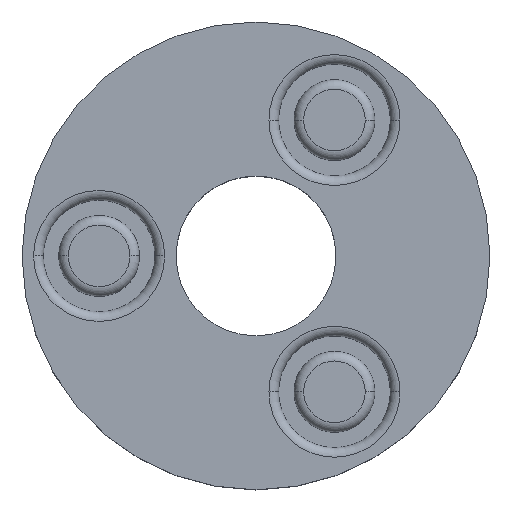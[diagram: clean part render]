
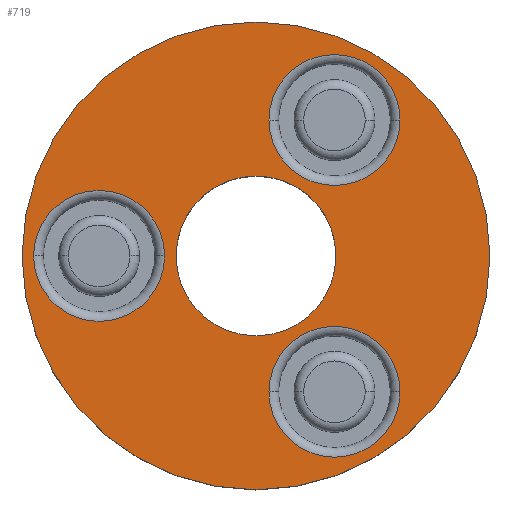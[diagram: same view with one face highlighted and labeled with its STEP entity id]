
A CAD part, top view. The second image highlights one B-rep face of the part: STEP entity #719.
In plain terms, the highlighted planar face has unit normal (0, 0, 1).
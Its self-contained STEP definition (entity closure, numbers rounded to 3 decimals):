
#2 = CIRCLE ( 'NONE', #316, 4.15 ) ;
#23 = CIRCLE ( 'NONE', #835, 3.4 ) ;
#24 = CIRCLE ( 'NONE', #1064, 3.4 ) ;
#28 = VERTEX_POINT ( 'NONE', #643 ) ;
#33 = EDGE_CURVE ( 'NONE', #510, #103, #245, .T. ) ;
#42 = EDGE_CURVE ( 'NONE', #667, #28, #1016, .T. ) ;
#45 = DIRECTION ( 'NONE',  ( 0., 0., 1. ) ) ;
#46 = AXIS2_PLACEMENT_3D ( 'NONE', #676, #1005, #602 ) ;
#49 = CARTESIAN_POINT ( 'NONE',  ( 0., 0., 7. ) ) ;
#74 = DIRECTION ( 'NONE',  ( 1., 0., 0. ) ) ;
#95 = VERTEX_POINT ( 'NONE', #709 ) ;
#97 = CARTESIAN_POINT ( 'NONE',  ( 12.15, 0., 7. ) ) ;
#98 = AXIS2_PLACEMENT_3D ( 'NONE', #222, #45, #369 ) ;
#103 = VERTEX_POINT ( 'NONE', #209 ) ;
#108 = ORIENTED_EDGE ( 'NONE', *, *, #893, .T. ) ;
#118 = DIRECTION ( 'NONE',  ( 1., 0., 0. ) ) ;
#134 = DIRECTION ( 'NONE',  ( 0., 0., -1. ) ) ;
#137 = EDGE_CURVE ( 'NONE', #95, #469, #886, .T. ) ;
#145 = ORIENTED_EDGE ( 'NONE', *, *, #33, .T. ) ;
#147 = PLANE ( 'NONE',  #98 ) ;
#162 = EDGE_LOOP ( 'NONE', ( #604, #108 ) ) ;
#166 = EDGE_CURVE ( 'NONE', #28, #667, #780, .T. ) ;
#167 = VERTEX_POINT ( 'NONE', #255 ) ;
#172 = EDGE_CURVE ( 'NONE', #469, #95, #2, .T. ) ;
#173 = VERTEX_POINT ( 'NONE', #484 ) ;
#197 = CIRCLE ( 'NONE', #235, 3.4 ) ;
#209 = CARTESIAN_POINT ( 'NONE',  ( 7.475, -7.058, 7. ) ) ;
#222 = CARTESIAN_POINT ( 'NONE',  ( 0., 0., 7. ) ) ;
#224 = EDGE_LOOP ( 'NONE', ( #941, #405 ) ) ;
#235 = AXIS2_PLACEMENT_3D ( 'NONE', #352, #1009, #273 ) ;
#242 = DIRECTION ( 'NONE',  ( 1., 0., 0. ) ) ;
#243 = DIRECTION ( 'NONE',  ( 0., 0., -1. ) ) ;
#245 = CIRCLE ( 'NONE', #329, 3.4 ) ;
#255 = CARTESIAN_POINT ( 'NONE',  ( -4.75, 0., 7. ) ) ;
#273 = DIRECTION ( 'NONE',  ( 1., 0., 0. ) ) ;
#286 = CARTESIAN_POINT ( 'NONE',  ( 0.675, -7.058, 7. ) ) ;
#306 = FACE_BOUND ( 'NONE', #224, .T. ) ;
#316 = AXIS2_PLACEMENT_3D ( 'NONE', #492, #911, #996 ) ;
#329 = AXIS2_PLACEMENT_3D ( 'NONE', #463, #134, #699 ) ;
#343 = EDGE_LOOP ( 'NONE', ( #619, #913 ) ) ;
#352 = CARTESIAN_POINT ( 'NONE',  ( 4.075, 7.058, 7. ) ) ;
#369 = DIRECTION ( 'NONE',  ( 1., 0., 0. ) ) ;
#372 = CARTESIAN_POINT ( 'NONE',  ( -4.15, 0., 7. ) ) ;
#380 = VERTEX_POINT ( 'NONE', #637 ) ;
#405 = ORIENTED_EDGE ( 'NONE', *, *, #137, .F. ) ;
#406 = DIRECTION ( 'NONE',  ( 1., 0., 0. ) ) ;
#412 = CARTESIAN_POINT ( 'NONE',  ( 0., 0., 7. ) ) ;
#415 = AXIS2_PLACEMENT_3D ( 'NONE', #412, #901, #74 ) ;
#463 = CARTESIAN_POINT ( 'NONE',  ( 4.075, -7.058, 7. ) ) ;
#467 = DIRECTION ( 'NONE',  ( 0., 0., 1. ) ) ;
#469 = VERTEX_POINT ( 'NONE', #372 ) ;
#477 = CARTESIAN_POINT ( 'NONE',  ( 0., 0., 7. ) ) ;
#484 = CARTESIAN_POINT ( 'NONE',  ( 7.475, 7.058, 7. ) ) ;
#492 = CARTESIAN_POINT ( 'NONE',  ( 0., 0., 7. ) ) ;
#510 = VERTEX_POINT ( 'NONE', #286 ) ;
#524 = CARTESIAN_POINT ( 'NONE',  ( -8.15, 0., 7. ) ) ;
#532 = ORIENTED_EDGE ( 'NONE', *, *, #948, .T. ) ;
#536 = FACE_BOUND ( 'NONE', #585, .T. ) ;
#567 = ORIENTED_EDGE ( 'NONE', *, *, #820, .T. ) ;
#585 = EDGE_LOOP ( 'NONE', ( #532, #567 ) ) ;
#602 = DIRECTION ( 'NONE',  ( 1., 0., 0. ) ) ;
#604 = ORIENTED_EDGE ( 'NONE', *, *, #642, .T. ) ;
#612 = CARTESIAN_POINT ( 'NONE',  ( 0.675, 7.058, 7. ) ) ;
#619 = ORIENTED_EDGE ( 'NONE', *, *, #166, .T. ) ;
#637 = CARTESIAN_POINT ( 'NONE',  ( -11.55, 0., 7. ) ) ;
#642 = EDGE_CURVE ( 'NONE', #173, #1014, #647, .T. ) ;
#643 = CARTESIAN_POINT ( 'NONE',  ( -12.15, 0., 7. ) ) ;
#645 = AXIS2_PLACEMENT_3D ( 'NONE', #477, #789, #242 ) ;
#647 = CIRCLE ( 'NONE', #1024, 3.4 ) ;
#649 = EDGE_CURVE ( 'NONE', #103, #510, #23, .T. ) ;
#667 = VERTEX_POINT ( 'NONE', #97 ) ;
#676 = CARTESIAN_POINT ( 'NONE',  ( -8.15, 0., 7. ) ) ;
#687 = EDGE_LOOP ( 'NONE', ( #850, #145 ) ) ;
#699 = DIRECTION ( 'NONE',  ( 1., 0., 0. ) ) ;
#709 = CARTESIAN_POINT ( 'NONE',  ( 4.15, 0., 7. ) ) ;
#714 = FACE_BOUND ( 'NONE', #687, .T. ) ;
#719 = ADVANCED_FACE ( 'NONE', ( #714, #536, #961, #867, #306 ), #147, .T. ) ;
#727 = CARTESIAN_POINT ( 'NONE',  ( 4.075, 7.058, 7. ) ) ;
#736 = DIRECTION ( 'NONE',  ( 0., 0., -1. ) ) ;
#780 = CIRCLE ( 'NONE', #415, 12.15 ) ;
#789 = DIRECTION ( 'NONE',  ( 0., 0., 1. ) ) ;
#811 = CARTESIAN_POINT ( 'NONE',  ( 4.075, -7.058, 7. ) ) ;
#820 = EDGE_CURVE ( 'NONE', #380, #167, #988, .T. ) ;
#835 = AXIS2_PLACEMENT_3D ( 'NONE', #811, #736, #1068 ) ;
#850 = ORIENTED_EDGE ( 'NONE', *, *, #649, .T. ) ;
#856 = DIRECTION ( 'NONE',  ( 0., 0., -1. ) ) ;
#867 = FACE_OUTER_BOUND ( 'NONE', #343, .T. ) ;
#886 = CIRCLE ( 'NONE', #645, 4.15 ) ;
#893 = EDGE_CURVE ( 'NONE', #1014, #173, #197, .T. ) ;
#901 = DIRECTION ( 'NONE',  ( 0., 0., 1. ) ) ;
#911 = DIRECTION ( 'NONE',  ( 0., 0., 1. ) ) ;
#913 = ORIENTED_EDGE ( 'NONE', *, *, #42, .T. ) ;
#941 = ORIENTED_EDGE ( 'NONE', *, *, #172, .F. ) ;
#947 = DIRECTION ( 'NONE',  ( 1., 0., 0. ) ) ;
#948 = EDGE_CURVE ( 'NONE', #167, #380, #24, .T. ) ;
#961 = FACE_BOUND ( 'NONE', #162, .T. ) ;
#973 = AXIS2_PLACEMENT_3D ( 'NONE', #49, #467, #947 ) ;
#988 = CIRCLE ( 'NONE', #46, 3.4 ) ;
#996 = DIRECTION ( 'NONE',  ( 1., 0., 0. ) ) ;
#1005 = DIRECTION ( 'NONE',  ( 0., 0., -1. ) ) ;
#1009 = DIRECTION ( 'NONE',  ( 0., 0., -1. ) ) ;
#1014 = VERTEX_POINT ( 'NONE', #612 ) ;
#1016 = CIRCLE ( 'NONE', #973, 12.15 ) ;
#1024 = AXIS2_PLACEMENT_3D ( 'NONE', #727, #243, #406 ) ;
#1064 = AXIS2_PLACEMENT_3D ( 'NONE', #524, #856, #118 ) ;
#1068 = DIRECTION ( 'NONE',  ( 1., 0., 0. ) ) ;
